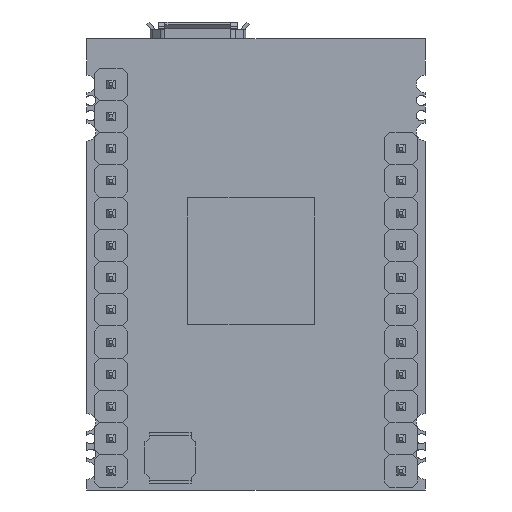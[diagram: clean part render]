
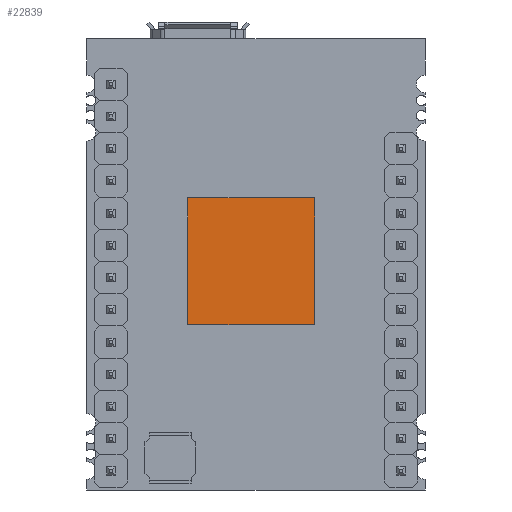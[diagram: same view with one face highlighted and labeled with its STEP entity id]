
A CAD part, front view. The second image highlights one B-rep face of the part: STEP entity #22839.
In plain terms, the highlighted face is planar.
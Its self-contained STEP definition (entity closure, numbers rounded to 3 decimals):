
#22712=DIRECTION('',(0.,0.,1.));
#22713=VECTOR('',#22712,10.);
#22714=CARTESIAN_POINT('',(-5.,1.6,-5.));
#22715=LINE('',#22714,#22713);
#22719=DIRECTION('',(-1.,0.,0.));
#22720=VECTOR('',#22719,10.);
#22721=CARTESIAN_POINT('',(5.,1.6,-5.));
#22722=LINE('',#22721,#22720);
#22726=DIRECTION('',(0.,0.,-1.));
#22727=VECTOR('',#22726,10.);
#22728=CARTESIAN_POINT('',(5.,1.6,5.));
#22729=LINE('',#22728,#22727);
#22733=DIRECTION('',(1.,0.,0.));
#22734=VECTOR('',#22733,10.);
#22735=CARTESIAN_POINT('',(-5.,1.6,5.));
#22736=LINE('',#22735,#22734);
#22748=CARTESIAN_POINT('',(-5.,1.6,-5.));
#22749=CARTESIAN_POINT('',(-5.,1.6,5.));
#22750=VERTEX_POINT('',#22748);
#22751=VERTEX_POINT('',#22749);
#22752=CARTESIAN_POINT('',(5.,1.6,5.));
#22753=VERTEX_POINT('',#22752);
#22754=CARTESIAN_POINT('',(5.,1.6,-5.));
#22755=VERTEX_POINT('',#22754);
#22828=CARTESIAN_POINT('',(0.,1.6,0.));
#22829=DIRECTION('',(0.,1.,0.));
#22830=DIRECTION('',(1.,0.,0.));
#22831=AXIS2_PLACEMENT_3D('',#22828,#22829,#22830);
#22832=PLANE('',#22831);
#22833=ORIENTED_EDGE('',*,*,#22780,.F.);
#22834=ORIENTED_EDGE('',*,*,#22795,.F.);
#22835=ORIENTED_EDGE('',*,*,#22809,.F.);
#22836=ORIENTED_EDGE('',*,*,#22822,.F.);
#22837=EDGE_LOOP('',(#22833,#22834,#22835,#22836));
#22838=FACE_OUTER_BOUND('',#22837,.F.);
#22780=EDGE_CURVE('',#22750,#22751,#22715,.T.);
#22795=EDGE_CURVE('',#22755,#22750,#22722,.T.);
#22809=EDGE_CURVE('',#22753,#22755,#22729,.T.);
#22822=EDGE_CURVE('',#22751,#22753,#22736,.T.);
#22839=ADVANCED_FACE('',(#22838),#22832,.T.);
